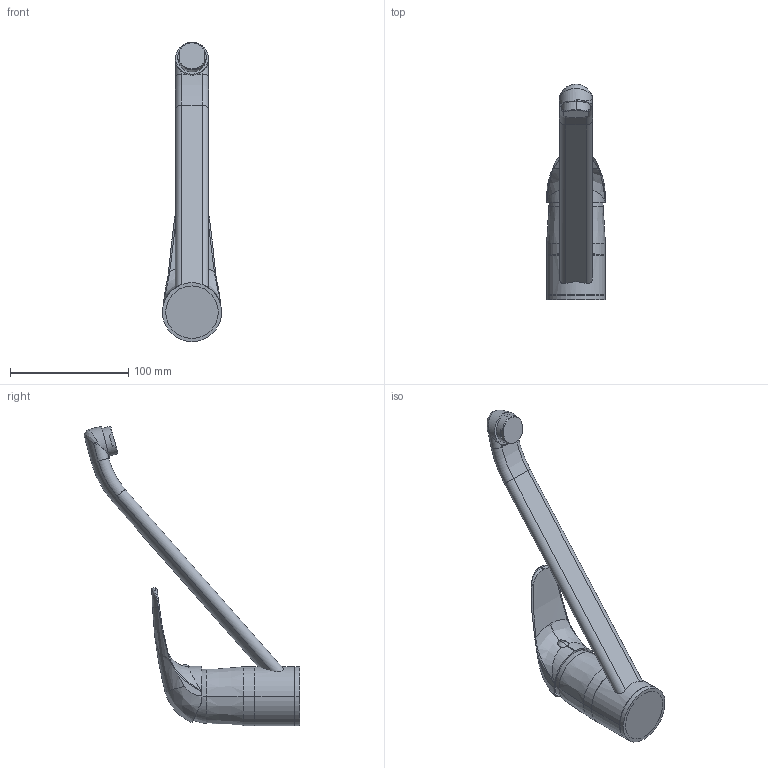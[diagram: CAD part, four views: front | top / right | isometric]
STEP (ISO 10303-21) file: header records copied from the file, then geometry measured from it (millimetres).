
FILE_DESCRIPTION((''),'2;1');
FILE_NAME('DU182TCR','2021-11-09T13:52:38',('ut3'),('PAFFONI SpA'),'CREO PARAMETRIC BY PTC INC, 2020044','CREO PARAMETRIC BY PTC INC, 2020044','');
FILE_SCHEMA(('CONFIG_CONTROL_DESIGN','SHAPE_APPEARANCE_LAYERS_GROUPS'));
Length unit declared in the file: millimetre
Products named in the file (1): DU182TCR
Bounding box: 50 x 182.32 x 253.52 mm (x, y, z)
Volume: 208878.8 mm3; surface area: 78303.4 mm2
Topology: 2 solids, 2 shells, 237 faces, 537 edges, 324 vertices
Faces by surface type: cylinder 101, plane 50, cone 46, bspline 27, torus 9, sphere 4
Entity records: 11801 total; most frequent: CARTESIAN_POINT 4956, DIRECTION 1081, ORIENTED_EDGE 1054, EDGE_CURVE 527, AXIS2_PLACEMENT_3D 448, VERTEX_POINT 324, EDGE_LOOP 271, CIRCLE 238
